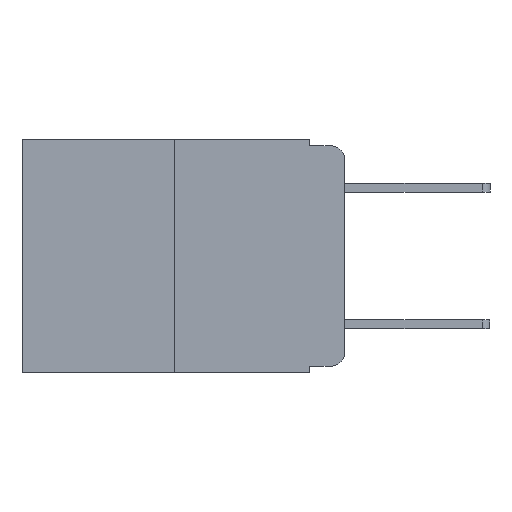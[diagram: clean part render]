
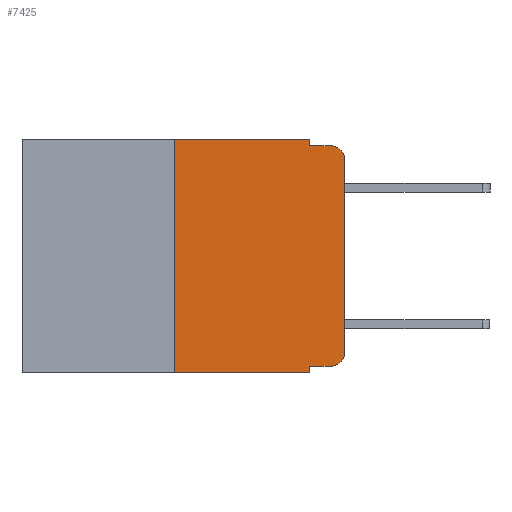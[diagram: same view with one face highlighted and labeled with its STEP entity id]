
A CAD part, left-side view. The second image highlights one B-rep face of the part: STEP entity #7425.
In plain terms, the highlighted planar face has unit normal (-1, 0, 0).
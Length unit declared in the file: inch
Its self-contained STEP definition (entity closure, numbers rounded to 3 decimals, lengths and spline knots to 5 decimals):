
#181 = CARTESIAN_POINT ( 'NONE',  ( 0., 0.051, 0. ) ) ;
#315 = VERTEX_POINT ( 'NONE', #2413 ) ;
#409 = EDGE_CURVE ( 'NONE', #4854, #5309, #9822, .T. ) ;
#427 = EDGE_CURVE ( 'NONE', #8476, #7585, #9583, .T. ) ;
#509 = DIRECTION ( 'NONE',  ( -1., 0., 0. ) ) ;
#524 = CARTESIAN_POINT ( 'NONE',  ( 0., 0., -0.03 ) ) ;
#534 = VERTEX_POINT ( 'NONE', #1946 ) ;
#643 = ORIENTED_EDGE ( 'NONE', *, *, #409, .F. ) ;
#686 = DIRECTION ( 'NONE',  ( 0., -1., 0. ) ) ;
#727 = PLANE ( 'NONE',  #8810 ) ;
#805 = VECTOR ( 'NONE', #7702, 39.37008 ) ;
#828 = DIRECTION ( 'NONE',  ( 1., 0., 0. ) ) ;
#888 = VECTOR ( 'NONE', #8634, 39.37008 ) ;
#995 = CARTESIAN_POINT ( 'NONE',  ( 0., 0.473, 0. ) ) ;
#1032 = CIRCLE ( 'NONE', #4053, 0.02 ) ;
#1284 = VERTEX_POINT ( 'NONE', #6683 ) ;
#1324 = DIRECTION ( 'NONE',  ( 0., 0., -1. ) ) ;
#1527 = DIRECTION ( 'NONE',  ( 0., -1., 0. ) ) ;
#1675 = ORIENTED_EDGE ( 'NONE', *, *, #427, .T. ) ;
#1916 = EDGE_CURVE ( 'NONE', #4854, #315, #8560, .T. ) ;
#1930 = EDGE_CURVE ( 'NONE', #534, #7585, #8288, .T. ) ;
#1946 = CARTESIAN_POINT ( 'NONE',  ( 0., 0.051, -0.01 ) ) ;
#2101 = DIRECTION ( 'NONE',  ( 0., 0., -1. ) ) ;
#2289 = CARTESIAN_POINT ( 'NONE',  ( 0., 0.02, -0.01 ) ) ;
#2386 = CARTESIAN_POINT ( 'NONE',  ( 0., 0., -0.313 ) ) ;
#2413 = CARTESIAN_POINT ( 'NONE',  ( 0., 0.051, -0.343 ) ) ;
#2715 = CARTESIAN_POINT ( 'NONE',  ( 0., 0.051, -0.333 ) ) ;
#2911 = ORIENTED_EDGE ( 'NONE', *, *, #10047, .F. ) ;
#3056 = CARTESIAN_POINT ( 'NONE',  ( 0., 0.25, 0. ) ) ;
#3104 = VECTOR ( 'NONE', #9966, 39.37008 ) ;
#3116 = CARTESIAN_POINT ( 'NONE',  ( 0., 0.051, -0.01 ) ) ;
#3164 = ORIENTED_EDGE ( 'NONE', *, *, #4034, .T. ) ;
#3411 = CARTESIAN_POINT ( 'NONE',  ( 0., 0.473, -0.343 ) ) ;
#3848 = CARTESIAN_POINT ( 'NONE',  ( 0., 0.473, 0. ) ) ;
#3940 = CARTESIAN_POINT ( 'NONE',  ( 0., 0.051, 0. ) ) ;
#4016 = EDGE_CURVE ( 'NONE', #5974, #8480, #1032, .T. ) ;
#4034 = EDGE_CURVE ( 'NONE', #8480, #8476, #9995, .T. ) ;
#4053 = AXIS2_PLACEMENT_3D ( 'NONE', #7435, #9605, #8317 ) ;
#4094 = VECTOR ( 'NONE', #686, 39.37008 ) ;
#4392 = ORIENTED_EDGE ( 'NONE', *, *, #8866, .T. ) ;
#4497 = ORIENTED_EDGE ( 'NONE', *, *, #1930, .F. ) ;
#4528 = LINE ( 'NONE', #995, #6465 ) ;
#4582 = EDGE_CURVE ( 'NONE', #8425, #534, #8107, .T. ) ;
#4621 = ORIENTED_EDGE ( 'NONE', *, *, #4582, .F. ) ;
#4854 = VERTEX_POINT ( 'NONE', #5563 ) ;
#5054 = DIRECTION ( 'NONE',  ( 0., 0., -1. ) ) ;
#5142 = CARTESIAN_POINT ( 'NONE',  ( 0., 0.051, 0. ) ) ;
#5208 = DIRECTION ( 'NONE',  ( 0., 0., -1. ) ) ;
#5309 = VERTEX_POINT ( 'NONE', #3056 ) ;
#5316 = VECTOR ( 'NONE', #1324, 39.37008 ) ;
#5440 = LINE ( 'NONE', #2715, #888 ) ;
#5563 = CARTESIAN_POINT ( 'NONE',  ( 0., 0.25, -0.343 ) ) ;
#5974 = VERTEX_POINT ( 'NONE', #6365 ) ;
#6365 = CARTESIAN_POINT ( 'NONE',  ( 0., 0.02, -0.333 ) ) ;
#6465 = VECTOR ( 'NONE', #8700, 39.37008 ) ;
#6572 = ORIENTED_EDGE ( 'NONE', *, *, #9069, .F. ) ;
#6683 = CARTESIAN_POINT ( 'NONE',  ( 0., 0.051, -0.333 ) ) ;
#6976 = ORIENTED_EDGE ( 'NONE', *, *, #1916, .T. ) ;
#7088 = FACE_OUTER_BOUND ( 'NONE', #8486, .T. ) ;
#7419 = CARTESIAN_POINT ( 'NONE',  ( 0., 0., 0. ) ) ;
#7425 = ADVANCED_FACE ( 'NONE', ( #7088 ), #727, .F. ) ;
#7435 = CARTESIAN_POINT ( 'NONE',  ( 0., 0.02, -0.313 ) ) ;
#7583 = VECTOR ( 'NONE', #2101, 39.37008 ) ;
#7585 = VERTEX_POINT ( 'NONE', #2289 ) ;
#7702 = DIRECTION ( 'NONE',  ( 0., 0., 1. ) ) ;
#8020 = VECTOR ( 'NONE', #1527, 39.37008 ) ;
#8107 = LINE ( 'NONE', #5142, #5316 ) ;
#8288 = LINE ( 'NONE', #3116, #8020 ) ;
#8317 = DIRECTION ( 'NONE',  ( 0., 0., -1. ) ) ;
#8425 = VERTEX_POINT ( 'NONE', #3940 ) ;
#8476 = VERTEX_POINT ( 'NONE', #524 ) ;
#8480 = VERTEX_POINT ( 'NONE', #2386 ) ;
#8486 = EDGE_LOOP ( 'NONE', ( #3164, #1675, #4497, #4621, #2911, #643, #6976, #6572, #4392, #9354 ) ) ;
#8560 = LINE ( 'NONE', #3411, #4094 ) ;
#8634 = DIRECTION ( 'NONE',  ( 0., -1., 0. ) ) ;
#8700 = DIRECTION ( 'NONE',  ( 0., -1., 0. ) ) ;
#8810 = AXIS2_PLACEMENT_3D ( 'NONE', #3848, #828, #5054 ) ;
#8842 = AXIS2_PLACEMENT_3D ( 'NONE', #9376, #509, #5208 ) ;
#8866 = EDGE_CURVE ( 'NONE', #1284, #5974, #5440, .T. ) ;
#9069 = EDGE_CURVE ( 'NONE', #1284, #315, #9753, .T. ) ;
#9354 = ORIENTED_EDGE ( 'NONE', *, *, #4016, .T. ) ;
#9376 = CARTESIAN_POINT ( 'NONE',  ( 0., 0.02, -0.03 ) ) ;
#9500 = CARTESIAN_POINT ( 'NONE',  ( 0., 0.25, 0. ) ) ;
#9583 = CIRCLE ( 'NONE', #8842, 0.02 ) ;
#9605 = DIRECTION ( 'NONE',  ( -1., 0., 0. ) ) ;
#9753 = LINE ( 'NONE', #181, #7583 ) ;
#9822 = LINE ( 'NONE', #9500, #805 ) ;
#9966 = DIRECTION ( 'NONE',  ( 0., 0., 1. ) ) ;
#9995 = LINE ( 'NONE', #7419, #3104 ) ;
#10047 = EDGE_CURVE ( 'NONE', #5309, #8425, #4528, .T. ) ;
